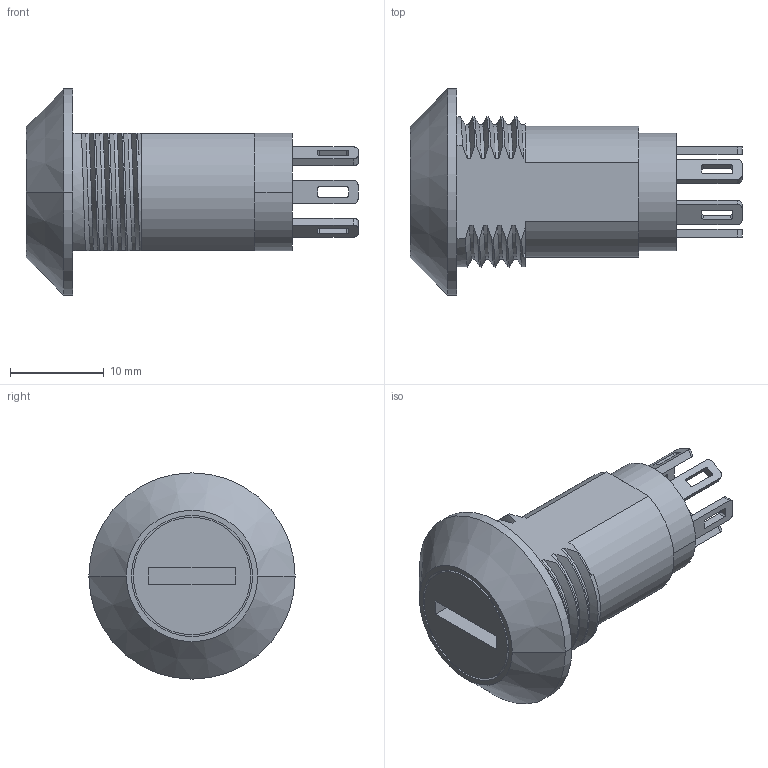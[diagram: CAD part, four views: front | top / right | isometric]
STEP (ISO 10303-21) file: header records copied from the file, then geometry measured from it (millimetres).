
FILE_DESCRIPTION (( 'STEP AP214' ), '1' );
FILE_NAME ('B-108-002-rev-B.STEP', '2021-12-04T08:22:10', ( '' ), ( '' ), 'SwSTEP 2.0', 'SolidWorks 2021', '' );
FILE_SCHEMA (( 'AUTOMOTIVE_DESIGN' ));
Length unit declared in the file: millimetre
Products named in the file (1): B-108-002-rev-B
Bounding box: 35.4 x 22 x 22 mm (x, y, z)
Volume: 4799.4 mm3; surface area: 2632 mm2
Topology: 1 solids, 1 shells, 163 faces, 449 edges, 298 vertices
Faces by surface type: plane 71, cylinder 62, bspline 28, cone 2
Entity records: 10208 total; most frequent: CARTESIAN_POINT 6260, ORIENTED_EDGE 898, DIRECTION 719, EDGE_CURVE 449, VERTEX_POINT 298, LINE 243, VECTOR 243, AXIS2_PLACEMENT_3D 238
